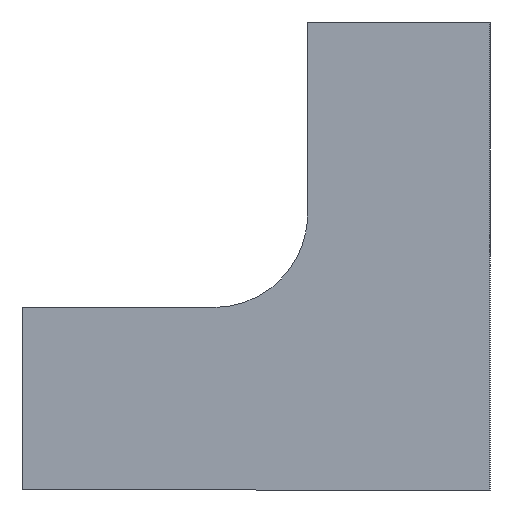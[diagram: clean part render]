
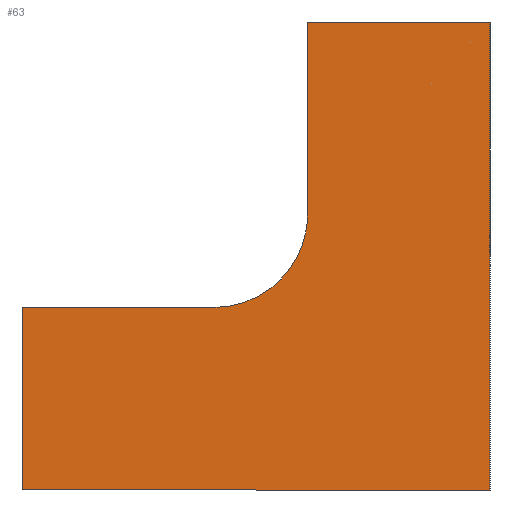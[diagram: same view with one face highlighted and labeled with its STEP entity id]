
A CAD part, left-side view. The second image highlights one B-rep face of the part: STEP entity #63.
In plain terms, the highlighted planar face has unit normal (-1, 0.003, 0).
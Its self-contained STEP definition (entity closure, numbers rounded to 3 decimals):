
#2 = ORIENTED_EDGE ( 'NONE', *, *, #276, .F. ) ;
#8 = DIRECTION ( 'NONE',  ( 0.003, 1., 0. ) ) ;
#13 = CARTESIAN_POINT ( 'NONE',  ( -16.2, 15., -15. ) ) ;
#15 = CARTESIAN_POINT ( 'NONE',  ( -16.2, 15., -15. ) ) ;
#17 = DIRECTION ( 'NONE',  ( 0., 0., 1. ) ) ;
#37 = VECTOR ( 'NONE', #443, 1000. ) ;
#47 = ORIENTED_EDGE ( 'NONE', *, *, #98, .F. ) ;
#63 = ADVANCED_FACE ( 'NONE', ( #455 ), #519, .T. ) ;
#78 = VECTOR ( 'NONE', #8, 1000. ) ;
#88 = CARTESIAN_POINT ( 'NONE',  ( -16.2, 15., -3.3 ) ) ;
#98 = EDGE_CURVE ( 'NONE', #176, #246, #338, .T. ) ;
#108 = DIRECTION ( 'NONE',  ( -0.003, -1., 0. ) ) ;
#143 = EDGE_LOOP ( 'NONE', ( #476, #2, #366, #47, #312, #497, #150 ) ) ;
#150 = ORIENTED_EDGE ( 'NONE', *, *, #505, .F. ) ;
#153 = EDGE_CURVE ( 'NONE', #246, #217, #445, .T. ) ;
#164 = CARTESIAN_POINT ( 'NONE',  ( -16.299, -15., -15. ) ) ;
#165 = VECTOR ( 'NONE', #513, 1000. ) ;
#169 = VECTOR ( 'NONE', #322, 1000. ) ;
#176 = VERTEX_POINT ( 'NONE', #415 ) ;
#201 = EDGE_CURVE ( 'NONE', #447, #210, #284, .T. ) ;
#210 = VERTEX_POINT ( 'NONE', #400 ) ;
#214 = AXIS2_PLACEMENT_3D ( 'NONE', #524, #517, #516 ) ;
#217 = VERTEX_POINT ( 'NONE', #381 ) ;
#223 = CARTESIAN_POINT ( 'NONE',  ( -16.261, -3.3, 2.7 ) ) ;
#227 = CARTESIAN_POINT ( 'NONE',  ( -16.261, -3.3, -0.815 ) ) ;
#244 = CARTESIAN_POINT ( 'NONE',  ( -16.241, 2.7, -3.3 ) ) ;
#246 = VERTEX_POINT ( 'NONE', #389 ) ;
#251 = CARTESIAN_POINT ( 'NONE',  ( -16.252, -0.815, -3.3 ) ) ;
#256 = VECTOR ( 'NONE', #17, 1000. ) ;
#260 = LINE ( 'NONE', #15, #256 ) ;
#275 = LINE ( 'NONE', #362, #169 ) ;
#276 = EDGE_CURVE ( 'NONE', #217, #408, #275, .T. ) ;
#284 = LINE ( 'NONE', #288, #535 ) ;
#288 = CARTESIAN_POINT ( 'NONE',  ( -16.2, 15., -3.3 ) ) ;
#306 =( BOUNDED_CURVE ( )  B_SPLINE_CURVE ( 3, ( #244, #251, #227, #223 ),
 .UNSPECIFIED., .F., .F. ) 
 B_SPLINE_CURVE_WITH_KNOTS ( ( 4, 4 ),
 ( 4.712, 6.283 ),
 .UNSPECIFIED. ) 
 CURVE ( )  GEOMETRIC_REPRESENTATION_ITEM ( )  RATIONAL_B_SPLINE_CURVE ( ( 1., 0.805, 0.805, 1. ) ) 
 REPRESENTATION_ITEM ( '' )  );
#312 = ORIENTED_EDGE ( 'NONE', *, *, #329, .F. ) ;
#322 = DIRECTION ( 'NONE',  ( 0., 0., -1. ) ) ;
#329 = EDGE_CURVE ( 'NONE', #210, #176, #306, .T. ) ;
#338 = LINE ( 'NONE', #502, #165 ) ;
#360 = CARTESIAN_POINT ( 'NONE',  ( -16.2, 15., -15. ) ) ;
#362 = CARTESIAN_POINT ( 'NONE',  ( -16.299, -15., -15. ) ) ;
#366 = ORIENTED_EDGE ( 'NONE', *, *, #153, .F. ) ;
#381 = CARTESIAN_POINT ( 'NONE',  ( -16.299, -15., 15. ) ) ;
#389 = CARTESIAN_POINT ( 'NONE',  ( -16.261, -3.3, 15. ) ) ;
#400 = CARTESIAN_POINT ( 'NONE',  ( -16.241, 2.7, -3.3 ) ) ;
#408 = VERTEX_POINT ( 'NONE', #164 ) ;
#415 = CARTESIAN_POINT ( 'NONE',  ( -16.261, -3.3, 2.7 ) ) ;
#421 = LINE ( 'NONE', #13, #78 ) ;
#443 = DIRECTION ( 'NONE',  ( -0.003, -1., 0. ) ) ;
#445 = LINE ( 'NONE', #449, #37 ) ;
#447 = VERTEX_POINT ( 'NONE', #88 ) ;
#449 = CARTESIAN_POINT ( 'NONE',  ( -16.2, 15., 15. ) ) ;
#455 = FACE_OUTER_BOUND ( 'NONE', #143, .T. ) ;
#476 = ORIENTED_EDGE ( 'NONE', *, *, #507, .F. ) ;
#497 = ORIENTED_EDGE ( 'NONE', *, *, #201, .F. ) ;
#502 = CARTESIAN_POINT ( 'NONE',  ( -16.261, -3.3, -15. ) ) ;
#505 = EDGE_CURVE ( 'NONE', #528, #447, #260, .T. ) ;
#507 = EDGE_CURVE ( 'NONE', #408, #528, #421, .T. ) ;
#513 = DIRECTION ( 'NONE',  ( 0., 0., 1. ) ) ;
#516 = DIRECTION ( 'NONE',  ( -0.003, -1., 0. ) ) ;
#517 = DIRECTION ( 'NONE',  ( -1., 0.003, 0. ) ) ;
#519 = PLANE ( 'NONE',  #214 ) ;
#524 = CARTESIAN_POINT ( 'NONE',  ( -16.2, 15., -15. ) ) ;
#528 = VERTEX_POINT ( 'NONE', #360 ) ;
#535 = VECTOR ( 'NONE', #108, 1000. ) ;
